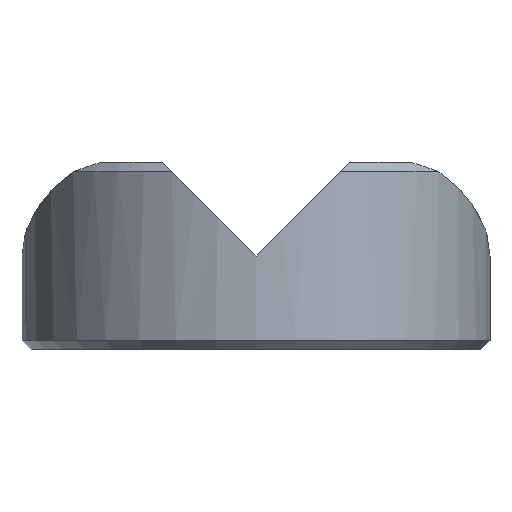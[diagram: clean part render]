
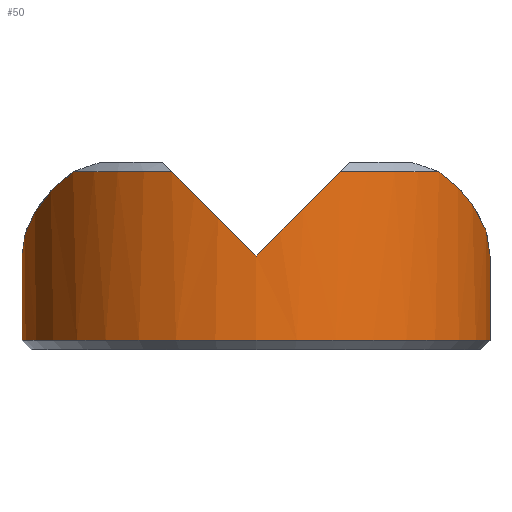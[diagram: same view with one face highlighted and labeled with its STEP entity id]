
A CAD part, left-side view. The second image highlights one B-rep face of the part: STEP entity #50.
In plain terms, the highlighted cylindrical face has radius 25 mm (diameter 50 mm), a partial arc.
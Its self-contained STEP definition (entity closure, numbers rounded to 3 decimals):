
#50=ADVANCED_FACE('',(#118),#119,.T.);
#118=FACE_OUTER_BOUND('',#202,.T.);
#119=CYLINDRICAL_SURFACE('',#203,25.0);
#202=EDGE_LOOP('',(#280,#281,#282,#283,#284,#285,#286,#287,#288));
#203=AXIS2_PLACEMENT_3D('',#289,#290,#291);
#280=ORIENTED_EDGE('',*,*,#509,.F.);
#281=ORIENTED_EDGE('',*,*,#510,.F.);
#282=ORIENTED_EDGE('',*,*,#511,.F.);
#283=ORIENTED_EDGE('',*,*,#512,.T.);
#284=ORIENTED_EDGE('',*,*,#513,.F.);
#285=ORIENTED_EDGE('',*,*,#514,.T.);
#286=ORIENTED_EDGE('',*,*,#515,.T.);
#287=ORIENTED_EDGE('',*,*,#516,.F.);
#288=ORIENTED_EDGE('',*,*,#517,.T.);
#289=CARTESIAN_POINT('',(0.0,0.0,0.0));
#290=DIRECTION('',(0.0,-0.0,1.0));
#291=DIRECTION('',(0.,1.0,0.0));
#509=EDGE_CURVE('',#599,#600,#601,.T.);
#510=EDGE_CURVE('',#602,#599,#603,.T.);
#511=EDGE_CURVE('',#604,#602,#605,.T.);
#512=EDGE_CURVE('',#604,#606,#607,.T.);
#513=EDGE_CURVE('',#608,#606,#609,.T.);
#514=EDGE_CURVE('',#608,#610,#611,.T.);
#515=EDGE_CURVE('',#610,#612,#613,.T.);
#516=EDGE_CURVE('',#614,#612,#615,.T.);
#517=EDGE_CURVE('',#614,#600,#616,.T.);
#599=VERTEX_POINT('',#729);
#600=VERTEX_POINT('',#730);
#601=LINE('',#731,#732);
#602=VERTEX_POINT('',#733);
#603=CIRCLE('',#734,25.0);
#604=VERTEX_POINT('',#735);
#605=LINE('',#736,#737);
#606=VERTEX_POINT('',#738);
#607=ELLIPSE('',#739,28.868,25.0);
#608=VERTEX_POINT('',#740);
#609=CIRCLE('',#741,25.0);
#610=VERTEX_POINT('',#742);
#611=ELLIPSE('',#743,35.355,25.0);
#612=VERTEX_POINT('',#744);
#613=ELLIPSE('',#745,35.355,25.0);
#614=VERTEX_POINT('',#746);
#615=CIRCLE('',#747,25.0);
#616=ELLIPSE('',#748,28.868,25.0);
#729=CARTESIAN_POINT('',(0.,25.0,1.0));
#730=CARTESIAN_POINT('',(0.,25.0,10.0));
#731=CARTESIAN_POINT('',(0.,25.0,10.0));
#732=VECTOR('',#890,1.0);
#733=CARTESIAN_POINT('',(0.,-25.0,1.0));
#734=AXIS2_PLACEMENT_3D('',#891,#892,#893);
#735=CARTESIAN_POINT('',(0.,-25.0,10.0));
#736=CARTESIAN_POINT('',(0.,-25.0,10.0));
#737=VECTOR('',#894,1.0);
#738=CARTESIAN_POINT('',(-15.588,-19.545,19.0));
#739=AXIS2_PLACEMENT_3D('',#895,#896,#897);
#740=CARTESIAN_POINT('',(-23.324,-9.0,19.0));
#741=AXIS2_PLACEMENT_3D('',#898,#899,#900);
#742=CARTESIAN_POINT('',(-25.0,0.,10.0));
#743=AXIS2_PLACEMENT_3D('',#901,#902,#903);
#744=CARTESIAN_POINT('',(-23.324,9.,19.0));
#745=AXIS2_PLACEMENT_3D('',#904,#905,#906);
#746=CARTESIAN_POINT('',(-15.588,19.545,19.0));
#747=AXIS2_PLACEMENT_3D('',#907,#908,#909);
#748=AXIS2_PLACEMENT_3D('',#910,#911,#912);
#890=DIRECTION('',(0.0,0.0,1.0));
#891=CARTESIAN_POINT('',(0.0,0.0,1.0));
#892=DIRECTION('',(0.0,-0.0,-1.0));
#893=DIRECTION('',(0.,-1.0,0.0));
#894=DIRECTION('',(-0.0,-0.0,-1.0));
#895=CARTESIAN_POINT('',(0.0,0.0,10.0));
#896=DIRECTION('',(-0.5,0.,-0.866));
#897=DIRECTION('',(-0.866,0.,0.5));
#898=CARTESIAN_POINT('',(0.0,0.0,19.0));
#899=DIRECTION('',(0.0,0.0,1.0));
#900=DIRECTION('',(0.,-1.0,0.0));
#901=CARTESIAN_POINT('',(0.0,0.0,10.0));
#902=DIRECTION('',(0.,-0.707,-0.707));
#903=DIRECTION('',(0.,0.707,-0.707));
#904=CARTESIAN_POINT('',(0.0,0.0,10.0));
#905=DIRECTION('',(0.,0.707,-0.707));
#906=DIRECTION('',(0.,0.707,0.707));
#907=CARTESIAN_POINT('',(0.0,0.0,19.0));
#908=DIRECTION('',(0.0,0.0,1.0));
#909=DIRECTION('',(0.,-1.0,0.0));
#910=CARTESIAN_POINT('',(0.0,0.0,10.0));
#911=DIRECTION('',(-0.5,0.,-0.866));
#912=DIRECTION('',(-0.866,0.,0.5));
